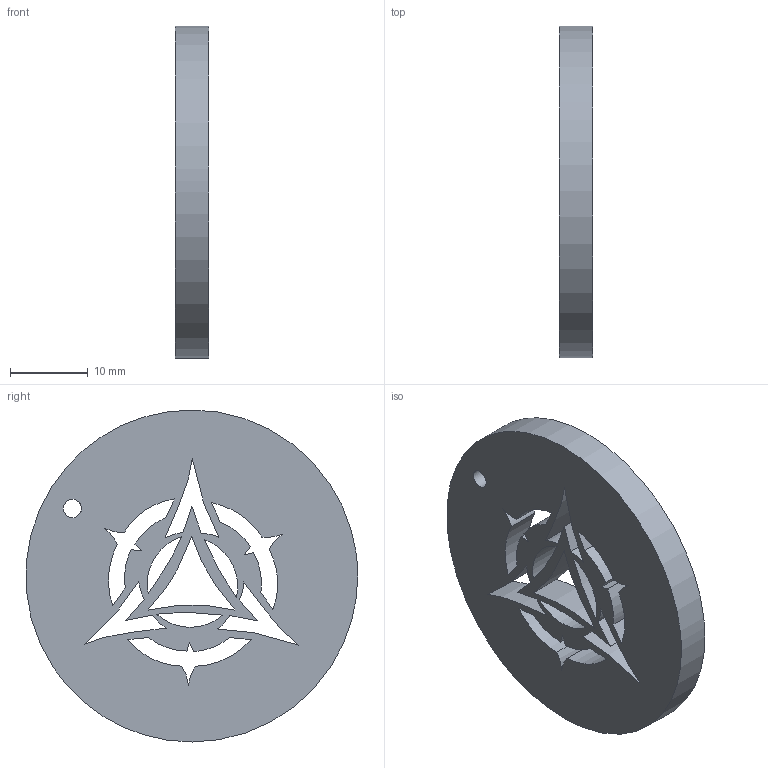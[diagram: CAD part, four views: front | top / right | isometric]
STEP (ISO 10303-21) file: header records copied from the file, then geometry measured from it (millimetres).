
FILE_DESCRIPTION(('FreeCAD Model'),'2;1');
FILE_NAME('Open CASCADE Shape Model','2025-05-04T06:44:21',('FreeCAD'),( 'FreeCAD'),'Open CASCADE STEP processor 7.6','FreeCAD','Unknown');
FILE_SCHEMA(('AUTOMOTIVE_DESIGN { 1 0 10303 214 1 1 1 1 }'));
Length unit declared in the file: millimetre
Products named in the file (1): Open CASCADE STEP translator 7.6 1
Bounding box: 4.28 x 42.77 x 42.84 mm (x, y, z)
Volume: 5210 mm3; surface area: 4328.5 mm2
Topology: 1 solids, 1 shells, 61 faces, 177 edges, 118 vertices
Faces by surface type: bspline 61
Entity records: 3632 total; most frequent: CARTESIAN_POINT 2561, ORIENTED_EDGE 354, EDGE_CURVE 177, B_SPLINE_CURVE_WITH_KNOTS 137, VERTEX_POINT 118, FACE_BOUND 83, EDGE_LOOP 83, ADVANCED_FACE 61
